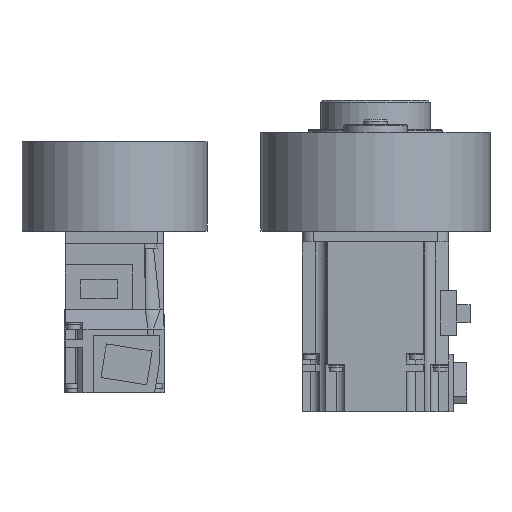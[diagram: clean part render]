
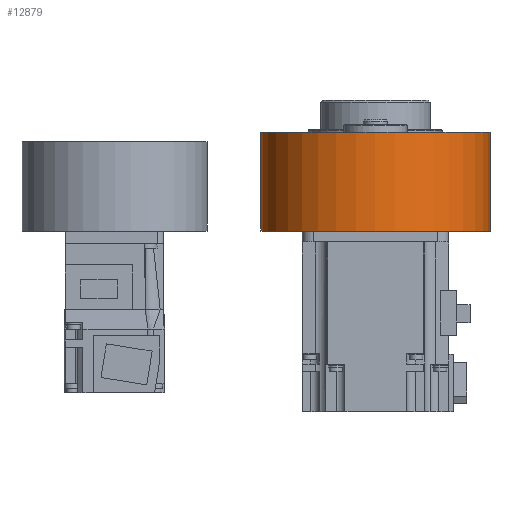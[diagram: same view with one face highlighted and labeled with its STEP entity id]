
A CAD part, front view. The second image highlights one B-rep face of the part: STEP entity #12879.
In plain terms, the highlighted cylindrical face has radius 47 mm (diameter 94 mm), a partial arc.
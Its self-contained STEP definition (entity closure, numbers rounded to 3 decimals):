
#491=CYLINDRICAL_SURFACE('',#14468,47.);
#1066=FACE_OUTER_BOUND('',#1893,.T.);
#1893=EDGE_LOOP('',(#8964,#8965,#8966,#8967));
#2697=LINE('',#19980,#3627);
#2790=LINE('',#20693,#3720);
#3627=VECTOR('',#15963,10.);
#3720=VECTOR('',#16588,10.);
#4710=CIRCLE('',#14393,47.);
#4741=CIRCLE('',#14442,47.);
#5367=VERTEX_POINT('',#19977);
#5368=VERTEX_POINT('',#19979);
#5484=VERTEX_POINT('',#20530);
#5519=VERTEX_POINT('',#20636);
#6534=EDGE_CURVE('',#5368,#5367,#2697,.T.);
#6720=EDGE_CURVE('',#5368,#5484,#4710,.T.);
#6774=EDGE_CURVE('',#5519,#5367,#4741,.T.);
#6801=EDGE_CURVE('',#5519,#5484,#2790,.T.);
#8964=ORIENTED_EDGE('',*,*,#6534,.T.);
#8965=ORIENTED_EDGE('',*,*,#6774,.F.);
#8966=ORIENTED_EDGE('',*,*,#6801,.T.);
#8967=ORIENTED_EDGE('',*,*,#6720,.F.);
#12879=ADVANCED_FACE('',(#1066),#491,.T.);
#14393=AXIS2_PLACEMENT_3D('',#20531,#16400,#16401);
#14442=AXIS2_PLACEMENT_3D('',#20638,#16521,#16522);
#14468=AXIS2_PLACEMENT_3D('',#20696,#16592,#16593);
#15963=DIRECTION('',(0.,0.,1.));
#16400=DIRECTION('center_axis',(0.,0.,-1.));
#16401=DIRECTION('ref_axis',(0.,1.,0.));
#16521=DIRECTION('center_axis',(0.,0.,1.));
#16522=DIRECTION('ref_axis',(0.,1.,0.));
#16588=DIRECTION('',(0.,0.,-1.));
#16592=DIRECTION('center_axis',(0.,0.,1.));
#16593=DIRECTION('ref_axis',(0.,1.,0.));
#19977=CARTESIAN_POINT('',(-60.,-47.,38.1));
#19979=CARTESIAN_POINT('',(-60.,-47.,-2.5));
#19980=CARTESIAN_POINT('',(-60.,-47.,0.));
#20530=CARTESIAN_POINT('',(-60.,47.,-2.5));
#20531=CARTESIAN_POINT('Origin',(-60.,0.,-2.5));
#20636=CARTESIAN_POINT('',(-60.,47.,38.1));
#20638=CARTESIAN_POINT('Origin',(-60.,0.,38.1));
#20693=CARTESIAN_POINT('',(-60.,47.,0.));
#20696=CARTESIAN_POINT('Origin',(-60.,0.,0.));
